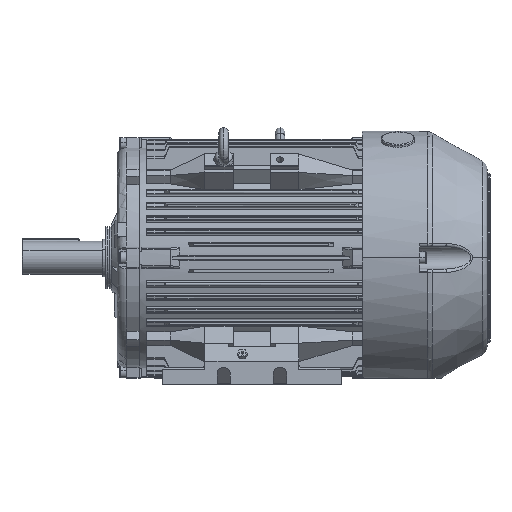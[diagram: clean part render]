
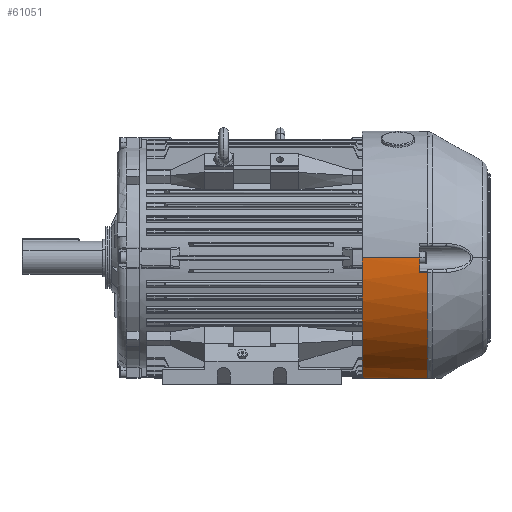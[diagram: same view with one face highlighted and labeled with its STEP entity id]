
A CAD part, front view. The second image highlights one B-rep face of the part: STEP entity #61051.
In plain terms, the highlighted cylindrical face has radius 135 mm (diameter 270 mm), a partial arc.
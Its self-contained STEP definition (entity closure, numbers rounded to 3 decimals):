
#3113 = DIRECTION ( 'NONE',  ( -1., 0., 0. ) ) ;
#3114 = VECTOR ( 'NONE', #3113, 1000. ) ;
#3117 = CARTESIAN_POINT ( 'NONE',  ( 0., -15.341, 134.126 ) ) ;
#3118 = LINE ( 'NONE', #3117, #3114 ) ;
#3121 = CARTESIAN_POINT ( 'NONE',  ( 61., -15.341, 134.126 ) ) ;
#3141 = CARTESIAN_POINT ( 'NONE',  ( 69.699, -15.341, 134.126 ) ) ;
#6255 = DIRECTION ( 'NONE',  ( 0., 0., 1. ) ) ;
#6257 = DIRECTION ( 'NONE',  ( -1., 0., 0. ) ) ;
#6258 = CARTESIAN_POINT ( 'NONE',  ( 0., 0., 0. ) ) ;
#6259 = AXIS2_PLACEMENT_3D ( 'NONE', #6258, #6257, #6255 ) ;
#6260 = CARTESIAN_POINT ( 'NONE',  ( 0., 0., 135. ) ) ;
#6264 = CYLINDRICAL_SURFACE ( 'NONE', #6259, 135. ) ;
#6265 = FACE_OUTER_BOUND ( 'NONE', #61052, .T. ) ;
#6370 = CARTESIAN_POINT ( 'NONE',  ( 61., 0., 135. ) ) ;
#6372 = DIRECTION ( 'NONE',  ( -1., 0., 0. ) ) ;
#6374 = VECTOR ( 'NONE', #6372, 1000. ) ;
#6376 = CARTESIAN_POINT ( 'NONE',  ( 0., 0., 135. ) ) ;
#6377 = LINE ( 'NONE', #6376, #6374 ) ;
#6574 = DIRECTION ( 'NONE',  ( 0., 0., 1. ) ) ;
#6575 = DIRECTION ( 'NONE',  ( -1., 0., 0. ) ) ;
#6576 = CARTESIAN_POINT ( 'NONE',  ( 69.699, 0., 0. ) ) ;
#6577 = AXIS2_PLACEMENT_3D ( 'NONE', #6576, #6575, #6574 ) ;
#6579 = CIRCLE ( 'NONE', #6577, 135. ) ;
#6630 = DIRECTION ( 'NONE',  ( 0., 0., 1. ) ) ;
#6631 = DIRECTION ( 'NONE',  ( -1., 0., 0. ) ) ;
#6633 = CARTESIAN_POINT ( 'NONE',  ( 0., 0., 0. ) ) ;
#6635 = AXIS2_PLACEMENT_3D ( 'NONE', #6633, #6631, #6630 ) ;
#6636 = CIRCLE ( 'NONE', #6635, 135. ) ;
#6638 = CARTESIAN_POINT ( 'NONE',  ( 0., -126.589, 46.907 ) ) ;
#6642 = DIRECTION ( 'NONE',  ( 0., 0., 1. ) ) ;
#6643 = DIRECTION ( 'NONE',  ( -1., 0., 0. ) ) ;
#6644 = CARTESIAN_POINT ( 'NONE',  ( 61., 0., 0. ) ) ;
#6646 = AXIS2_PLACEMENT_3D ( 'NONE', #6644, #6643, #6642 ) ;
#6648 = CIRCLE ( 'NONE', #6646, 135. ) ;
#6699 = CARTESIAN_POINT ( 'NONE',  ( 69.699, -128., 42.907 ) ) ;
#6701 = DIRECTION ( 'NONE',  ( -1., 0., 0. ) ) ;
#6703 = VECTOR ( 'NONE', #6701, 1000. ) ;
#6704 = CARTESIAN_POINT ( 'NONE',  ( 136., -128., 42.907 ) ) ;
#6706 = LINE ( 'NONE', #6704, #6703 ) ;
#6712 = CARTESIAN_POINT ( 'NONE',  ( 52., -128., 42.907 ) ) ;
#6713 = CARTESIAN_POINT ( 'NONE',  ( 4., -128., 42.907 ) ) ;
#6714 = CARTESIAN_POINT ( 'NONE',  ( 3.727, -128., 42.907 ) ) ;
#6716 = CARTESIAN_POINT ( 'NONE',  ( 3.455, -127.991, 42.935 ) ) ;
#6717 = CARTESIAN_POINT ( 'NONE',  ( 2.926, -127.954, 43.044 ) ) ;
#6718 = CARTESIAN_POINT ( 'NONE',  ( 2.671, -127.927, 43.125 ) ) ;
#6719 = CARTESIAN_POINT ( 'NONE',  ( 2.18, -127.856, 43.335 ) ) ;
#6720 = CARTESIAN_POINT ( 'NONE',  ( 1.943, -127.811, 43.466 ) ) ;
#6721 = CARTESIAN_POINT ( 'NONE',  ( 1.509, -127.709, 43.766 ) ) ;
#6723 = CARTESIAN_POINT ( 'NONE',  ( 1.309, -127.651, 43.936 ) ) ;
#6725 = CARTESIAN_POINT ( 'NONE',  ( 0.944, -127.52, 44.312 ) ) ;
#6726 = CARTESIAN_POINT ( 'NONE',  ( 0.78, -127.448, 44.519 ) ) ;
#6727 = CARTESIAN_POINT ( 'NONE',  ( 0.501, -127.296, 44.952 ) ) ;
#6728 = CARTESIAN_POINT ( 'NONE',  ( 0.383, -127.216, 45.179 ) ) ;
#6729 = CARTESIAN_POINT ( 'NONE',  ( 0.192, -127.045, 45.657 ) ) ;
#6730 = CARTESIAN_POINT ( 'NONE',  ( 0.12, -126.956, 45.903 ) ) ;
#6732 = CARTESIAN_POINT ( 'NONE',  ( 0.024, -126.776, 46.4 ) ) ;
#6734 = CARTESIAN_POINT ( 'NONE',  ( 0., -126.683, 46.652 ) ) ;
#6736 = DIRECTION ( 'NONE',  ( -1., 0., 0. ) ) ;
#6738 = VECTOR ( 'NONE', #6736, 1000. ) ;
#6740 = CARTESIAN_POINT ( 'NONE',  ( 60., -128., 42.907 ) ) ;
#6745 = CARTESIAN_POINT ( 'NONE',  ( 0., -126.589, 46.907 ) ) ;
#6749 = CARTESIAN_POINT ( 'NONE',  ( 4., -128., 42.907 ) ) ;
#6751 = B_SPLINE_CURVE_WITH_KNOTS ( 'NONE', 3,
 ( #6745, #6734, #6732, #6730, #6729, #6728, #6727, #6726, #6725, #6723, #6721, #6720, #6719, #6718, #6717, #6716, #6714, #6713 ),
 .UNSPECIFIED., .F., .F.,
 ( 4, 2, 2, 2, 2, 2, 2, 2, 4 ),
 ( 0., 0.001, 0.002, 0.002, 0.003, 0.004, 0.005, 0.006, 0.006 ),
 .UNSPECIFIED. ) ;
#6752 = LINE ( 'NONE', #6740, #6738 ) ;
#60409 = VERTEX_POINT ( 'NONE', #3141 ) ;
#60415 = VERTEX_POINT ( 'NONE', #3121 ) ;
#60417 = EDGE_CURVE ( 'NONE', #60409, #60415, #3118, .T. ) ;
#61051 = ADVANCED_FACE ( 'NONE', ( #6265 ), #6264, .T. ) ;
#61052 = EDGE_LOOP ( 'NONE', ( #61053, #61115, #61116, #61119, #61122, #61125, #61100, #61102 ) ) ;
#61053 = ORIENTED_EDGE ( 'NONE', *, *, #61114, .T. ) ;
#61054 = VERTEX_POINT ( 'NONE', #6260 ) ;
#61056 = EDGE_CURVE ( 'NONE', #61057, #61054, #6377, .T. ) ;
#61057 = VERTEX_POINT ( 'NONE', #6370 ) ;
#61100 = ORIENTED_EDGE ( 'NONE', *, *, #61101, .T. ) ;
#61101 = EDGE_CURVE ( 'NONE', #61127, #60409, #6579, .T. ) ;
#61102 = ORIENTED_EDGE ( 'NONE', *, *, #60417, .T. ) ;
#61114 = EDGE_CURVE ( 'NONE', #60415, #61057, #6648, .T. ) ;
#61115 = ORIENTED_EDGE ( 'NONE', *, *, #61056, .T. ) ;
#61116 = ORIENTED_EDGE ( 'NONE', *, *, #61117, .F. ) ;
#61117 = EDGE_CURVE ( 'NONE', #61118, #61054, #6636, .T. ) ;
#61118 = VERTEX_POINT ( 'NONE', #6638 ) ;
#61119 = ORIENTED_EDGE ( 'NONE', *, *, #61120, .T. ) ;
#61120 = EDGE_CURVE ( 'NONE', #61118, #61121, #6751, .T. ) ;
#61121 = VERTEX_POINT ( 'NONE', #6749 ) ;
#61122 = ORIENTED_EDGE ( 'NONE', *, *, #61123, .F. ) ;
#61123 = EDGE_CURVE ( 'NONE', #61124, #61121, #6752, .T. ) ;
#61124 = VERTEX_POINT ( 'NONE', #6712 ) ;
#61125 = ORIENTED_EDGE ( 'NONE', *, *, #61126, .F. ) ;
#61126 = EDGE_CURVE ( 'NONE', #61127, #61124, #6706, .T. ) ;
#61127 = VERTEX_POINT ( 'NONE', #6699 ) ;
